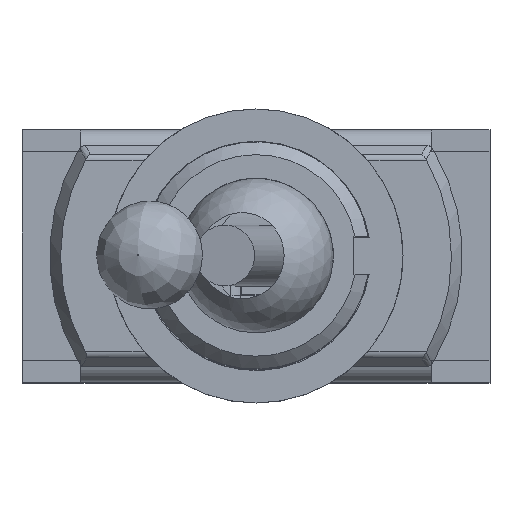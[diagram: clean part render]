
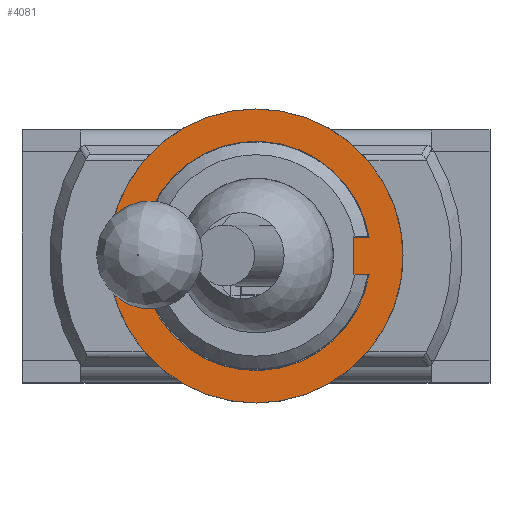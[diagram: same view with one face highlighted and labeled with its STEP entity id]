
A CAD part, top view. The second image highlights one B-rep face of the part: STEP entity #4081.
In plain terms, the highlighted planar face has unit normal (0, 0, 1).
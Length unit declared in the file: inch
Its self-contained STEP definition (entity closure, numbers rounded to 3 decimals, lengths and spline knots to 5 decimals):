
#62=FACE_BOUND('',#526,.T.);
#274=FACE_OUTER_BOUND('',#525,.T.);
#525=EDGE_LOOP('',(#3164));
#526=EDGE_LOOP('',(#3165,#3166,#3167,#3168));
#845=LINE('',#6634,#1279);
#852=LINE('',#6654,#1286);
#854=LINE('',#6660,#1288);
#1279=VECTOR('',#5173,0.3937);
#1286=VECTOR('',#5192,0.3937);
#1288=VECTOR('',#5202,0.3937);
#1596=CIRCLE('',#4434,0.12244);
#1599=CIRCLE('',#4442,0.15709);
#1834=VERTEX_POINT('',#6631);
#1835=VERTEX_POINT('',#6633);
#1841=VERTEX_POINT('',#6651);
#1842=VERTEX_POINT('',#6653);
#1843=VERTEX_POINT('',#6667);
#2294=EDGE_CURVE('',#1835,#1834,#845,.T.);
#2304=EDGE_CURVE('',#1842,#1841,#852,.T.);
#2307=EDGE_CURVE('',#1841,#1835,#1596,.T.);
#2308=EDGE_CURVE('',#1834,#1842,#854,.T.);
#2311=EDGE_CURVE('',#1843,#1843,#1599,.T.);
#3164=ORIENTED_EDGE('',*,*,#2311,.F.);
#3165=ORIENTED_EDGE('',*,*,#2304,.T.);
#3166=ORIENTED_EDGE('',*,*,#2307,.T.);
#3167=ORIENTED_EDGE('',*,*,#2294,.T.);
#3168=ORIENTED_EDGE('',*,*,#2308,.T.);
#3857=PLANE('',#4443);
#4081=ADVANCED_FACE('',(#274,#62),#3857,.F.);
#4434=AXIS2_PLACEMENT_3D('',#6658,#5198,#5199);
#4442=AXIS2_PLACEMENT_3D('',#6668,#5215,#5216);
#4443=AXIS2_PLACEMENT_3D('',#6670,#5218,#5219);
#5173=DIRECTION('',(-1.,0.,0.));
#5192=DIRECTION('',(1.,0.,0.));
#5198=DIRECTION('center_axis',(0.,0.,
-1.));
#5199=DIRECTION('ref_axis',(0.986,0.164,0.));
#5202=DIRECTION('',(0.,-1.,0.));
#5215=DIRECTION('center_axis',(0.,0.,
-1.));
#5216=DIRECTION('ref_axis',(1.,0.,0.));
#5218=DIRECTION('center_axis',(0.,0.,
-1.));
#5219=DIRECTION('ref_axis',(1.,0.,0.));
#6631=CARTESIAN_POINT('',(0.10374,0.02008,0.48512));
#6633=CARTESIAN_POINT('',(0.12078,0.02008,0.48512));
#6634=CARTESIAN_POINT('',(0.06039,0.02008,0.48512));
#6651=CARTESIAN_POINT('',(0.12078,-0.02008,0.48512));
#6653=CARTESIAN_POINT('',(0.10374,-0.02008,0.48512));
#6654=CARTESIAN_POINT('',(0.05187,-0.02008,0.48512));
#6658=CARTESIAN_POINT('Origin',(0.,0.,
0.48512));
#6660=CARTESIAN_POINT('',(0.10374,0.01004,0.48512));
#6667=CARTESIAN_POINT('',(-0.15709,0.,0.48512));
#6668=CARTESIAN_POINT('Origin',(0.,0.,
0.48512));
#6670=CARTESIAN_POINT('Origin',(0.,0.,
0.48512));
